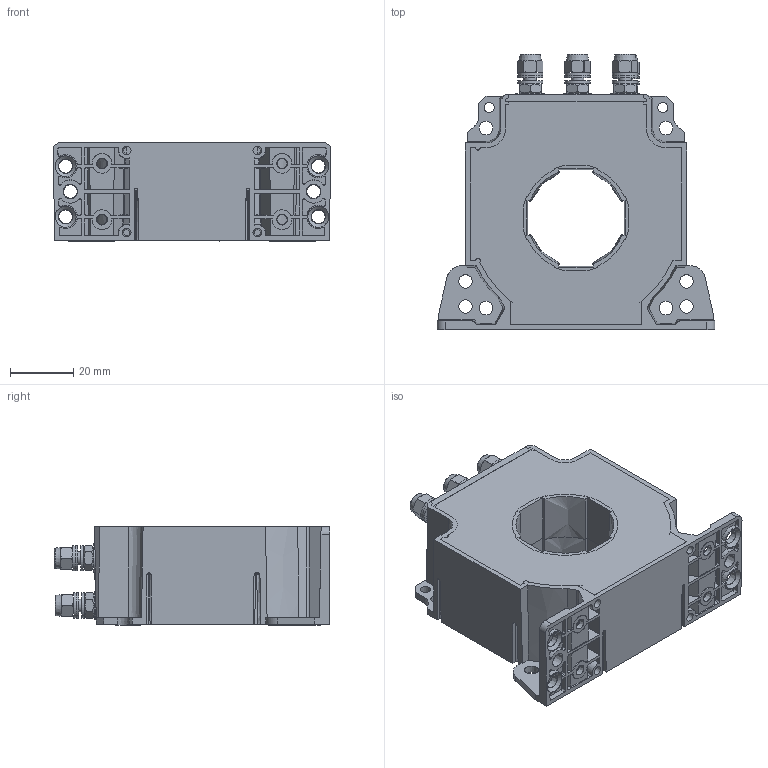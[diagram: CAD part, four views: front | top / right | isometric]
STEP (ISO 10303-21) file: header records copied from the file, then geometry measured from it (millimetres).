
FILE_DESCRIPTION((''),'2;1');
FILE_NAME('MSA500.stp','2012-02-17T11:42:02',('lm'),(''),'Autodesk Inventor 2012','Autodesk Inventor 2012','');
FILE_SCHEMA(('AUTOMOTIVE_DESIGN { 1 0 10303 214 1 1 1 1 }'));
Length unit declared in the file: millimetre
Products named in the file (1): MSA500-T-0002_Enveloppe_1
Bounding box: 87.91 x 87.13 x 31.3 mm (x, y, z)
Surface area: 31345.8 mm2 (no closed solid volume)
Topology: 0 solids, 78 shells, 541 faces, 2208 edges, 1738 vertices
Faces by surface type: plane 319, cylinder 88, cone 73, bspline 48, sphere 8, torus 5
Full cylindrical faces by diameter (mm): 3.242 x1, 4 x4, 8 x12, 9 x4
Entity records: 26782 total; most frequent: CARTESIAN_POINT 9338, ORIENTED_EDGE 3260, DIRECTION 3057, EDGE_CURVE 2132, VERTEX_POINT 1725, VECTOR 1061, LINE 1061, AXIS2_PLACEMENT_3D 998
